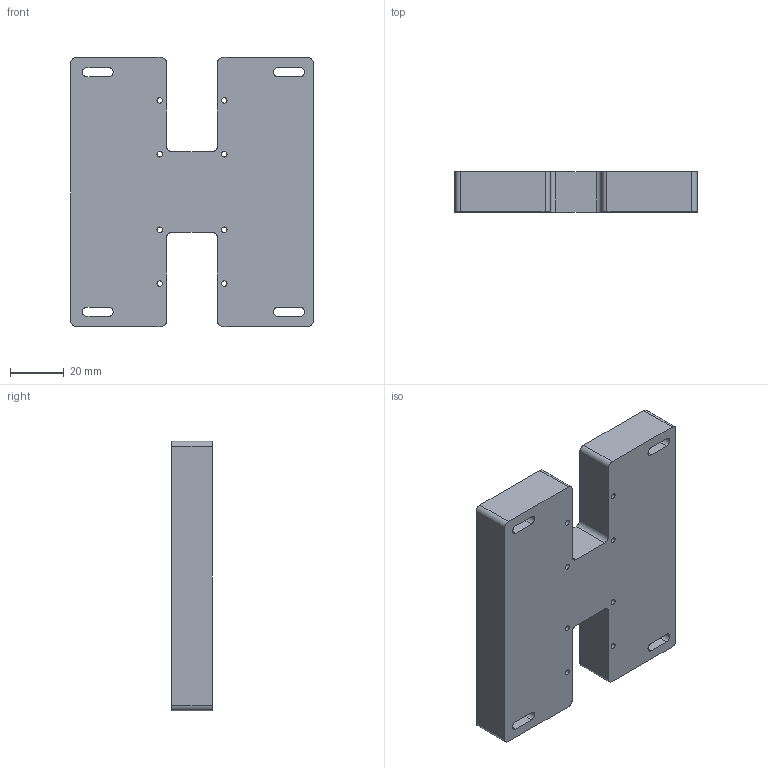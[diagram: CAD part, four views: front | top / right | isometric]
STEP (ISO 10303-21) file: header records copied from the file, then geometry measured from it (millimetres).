
FILE_DESCRIPTION(/* description */ (''),/* implementation_level */ '2;1');
FILE_NAME(/* name */ 'GSE-4003-001-001-A - Cathode support plate.stp',/* time_stamp */ '2019-10-17T16:22:48+02:00',/* author */ ('manon.carpentier'),/* organization */ (''),/* preprocessor_version */ 'ST-DEVELOPER v18',/* originating_system */ 'Autodesk Inventor 2020',/* authorisation */ '');
FILE_SCHEMA (('AUTOMOTIVE_DESIGN { 1 0 10303 214 3 1 1 }'));
Length unit declared in the file: millimetre
Products named in the file (1): GSE-4003-001-001-A
Bounding box: 90 x 15 x 100 mm (x, y, z)
Volume: 110111.6 mm3; surface area: 25449.6 mm2
Topology: 1 solids, 1 shells, 70 faces, 208 edges, 144 vertices
Faces by surface type: cylinder 36, plane 34
Full cylindrical faces by diameter (mm): 2.013 x8
Entity records: 2497 total; most frequent: DIRECTION 438, CARTESIAN_POINT 423, ORIENTED_EDGE 416, EDGE_CURVE 208, AXIS2_PLACEMENT_3D 159, VERTEX_POINT 144, LINE 120, VECTOR 120
